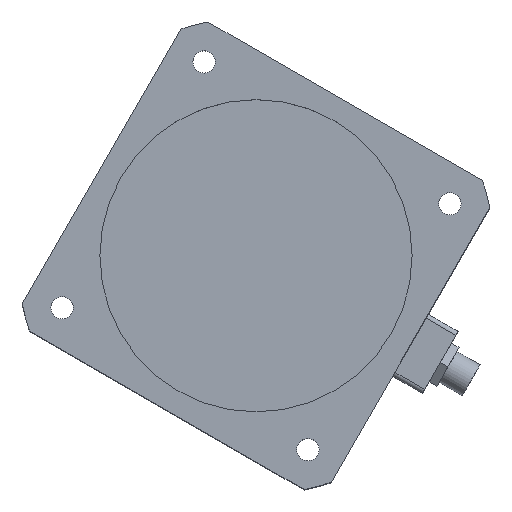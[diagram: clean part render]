
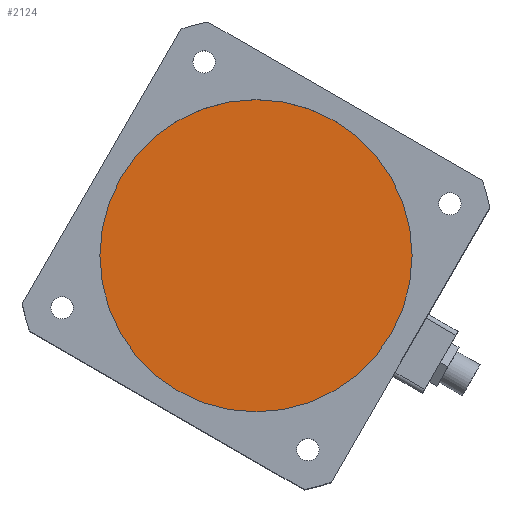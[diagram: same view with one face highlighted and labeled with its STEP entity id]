
A CAD part, top view. The second image highlights one B-rep face of the part: STEP entity #2124.
In plain terms, the highlighted planar face has unit normal (0, 0, 1).
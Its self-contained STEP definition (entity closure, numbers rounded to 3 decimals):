
#197=CIRCLE('',#2365,35.);
#313=FACE_OUTER_BOUND('',#480,.T.);
#480=EDGE_LOOP('',(#1781));
#1036=VERTEX_POINT('',#3553);
#1294=EDGE_CURVE('',#1036,#1036,#197,.T.);
#1781=ORIENTED_EDGE('',*,*,#1294,.T.);
#2008=PLANE('',#2364);
#2124=ADVANCED_FACE('',(#313),#2008,.T.);
#2364=AXIS2_PLACEMENT_3D('',#3552,#2921,#2922);
#2365=AXIS2_PLACEMENT_3D('',#3554,#2923,#2924);
#2921=DIRECTION('center_axis',(0.,0.,
1.));
#2922=DIRECTION('ref_axis',(0.5,0.866,0.));
#2923=DIRECTION('center_axis',(0.,0.,
1.));
#2924=DIRECTION('ref_axis',(0.5,0.866,0.));
#3552=CARTESIAN_POINT('Origin',(40.397,36.004,100.989));
#3553=CARTESIAN_POINT('',(22.897,5.693,100.989));
#3554=CARTESIAN_POINT('Origin',(40.397,36.004,100.989));
